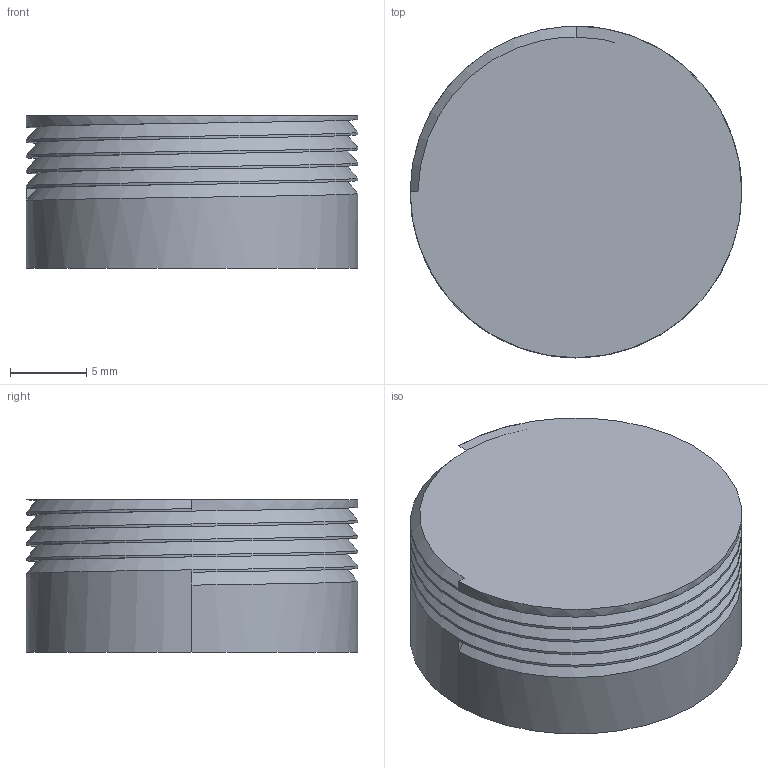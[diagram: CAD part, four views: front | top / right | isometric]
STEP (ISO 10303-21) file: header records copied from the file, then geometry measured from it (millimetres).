
FILE_DESCRIPTION (( 'STEP AP203' ), '1' );
FILE_NAME ('Part5.STEP', '2014-03-31T13:02:26', ( '' ), ( '' ), 'SwSTEP 2.0', 'SolidWorks 2013', '' );
FILE_SCHEMA (( 'CONFIG_CONTROL_DESIGN' ));
Length unit declared in the file: millimetre
Products named in the file (1): Part5
Bounding box: 21.71 x 21.71 x 10 mm (x, y, z)
Volume: 3599.6 mm3; surface area: 1717.9 mm2
Topology: 1 solids, 1 shells, 18 faces, 45 edges, 29 vertices
Faces by surface type: cylinder 12, plane 4, bspline 2
Entity records: 1110 total; most frequent: CARTESIAN_POINT 672, ORIENTED_EDGE 90, DIRECTION 60, EDGE_CURVE 45, VERTEX_POINT 29, AXIS2_PLACEMENT_3D 21, EDGE_LOOP 18, FACE_OUTER_BOUND 18
